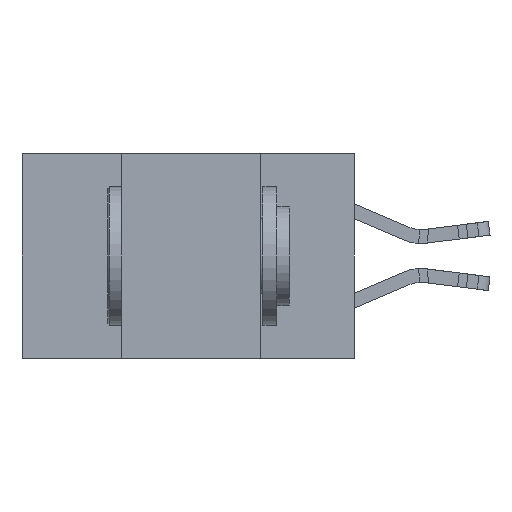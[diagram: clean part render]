
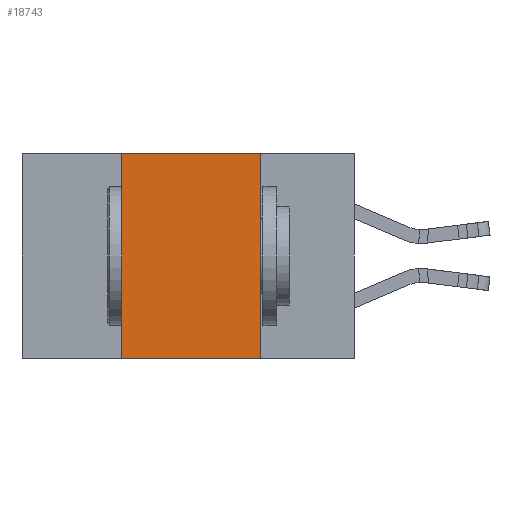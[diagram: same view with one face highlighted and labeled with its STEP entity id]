
A CAD part, left-side view. The second image highlights one B-rep face of the part: STEP entity #18743.
In plain terms, the highlighted planar face has unit normal (-1, 0, 0).
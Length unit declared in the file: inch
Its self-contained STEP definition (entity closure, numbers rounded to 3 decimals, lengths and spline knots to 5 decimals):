
#660 = LINE ( 'NONE', #18079, #12770 ) ;
#885 = ORIENTED_EDGE ( 'NONE', *, *, #21191, .F. ) ;
#1585 = CARTESIAN_POINT ( 'NONE',  ( 0., 0.6, 0. ) ) ;
#3110 = DIRECTION ( 'NONE',  ( 1., 0., 0. ) ) ;
#3125 = EDGE_CURVE ( 'NONE', #7875, #20861, #22458, .T. ) ;
#3269 = DIRECTION ( 'NONE',  ( 0., 0., -1. ) ) ;
#3755 = VECTOR ( 'NONE', #14634, 39.37008 ) ;
#3999 = LINE ( 'NONE', #7920, #5037 ) ;
#4605 = LINE ( 'NONE', #4856, #3755 ) ;
#4856 = CARTESIAN_POINT ( 'NONE',  ( 0., 0.6, -0.37 ) ) ;
#5037 = VECTOR ( 'NONE', #13771, 39.37008 ) ;
#5171 = VERTEX_POINT ( 'NONE', #11607 ) ;
#7005 = CARTESIAN_POINT ( 'NONE',  ( 0., 0.17, -0.37 ) ) ;
#7556 = EDGE_CURVE ( 'NONE', #12164, #20861, #4605, .T. ) ;
#7875 = VERTEX_POINT ( 'NONE', #19596 ) ;
#7920 = CARTESIAN_POINT ( 'NONE',  ( 0., 0.42, -0.37 ) ) ;
#8126 = ORIENTED_EDGE ( 'NONE', *, *, #3125, .F. ) ;
#8561 = PLANE ( 'NONE',  #15137 ) ;
#9179 = CARTESIAN_POINT ( 'NONE',  ( 0., 0.42, -0.37 ) ) ;
#9822 = EDGE_LOOP ( 'NONE', ( #8126, #885, #23991, #19881 ) ) ;
#11607 = CARTESIAN_POINT ( 'NONE',  ( 0., 0.42, 0. ) ) ;
#12164 = VERTEX_POINT ( 'NONE', #9179 ) ;
#12770 = VECTOR ( 'NONE', #24278, 39.37008 ) ;
#13771 = DIRECTION ( 'NONE',  ( 0., 0., 1. ) ) ;
#14634 = DIRECTION ( 'NONE',  ( 0., -1., 0. ) ) ;
#15137 = AXIS2_PLACEMENT_3D ( 'NONE', #1585, #3110, #18865 ) ;
#17103 = VECTOR ( 'NONE', #3269, 39.37008 ) ;
#18079 = CARTESIAN_POINT ( 'NONE',  ( 0., 0.6, 0. ) ) ;
#18743 = ADVANCED_FACE ( 'NONE', ( #22181 ), #8561, .F. ) ;
#18865 = DIRECTION ( 'NONE',  ( 0., 0., -1. ) ) ;
#19596 = CARTESIAN_POINT ( 'NONE',  ( 0., 0.17, 0. ) ) ;
#19881 = ORIENTED_EDGE ( 'NONE', *, *, #7556, .T. ) ;
#20705 = EDGE_CURVE ( 'NONE', #12164, #5171, #3999, .T. ) ;
#20861 = VERTEX_POINT ( 'NONE', #7005 ) ;
#21191 = EDGE_CURVE ( 'NONE', #5171, #7875, #660, .T. ) ;
#22181 = FACE_OUTER_BOUND ( 'NONE', #9822, .T. ) ;
#22458 = LINE ( 'NONE', #24477, #17103 ) ;
#23991 = ORIENTED_EDGE ( 'NONE', *, *, #20705, .F. ) ;
#24278 = DIRECTION ( 'NONE',  ( 0., -1., 0. ) ) ;
#24477 = CARTESIAN_POINT ( 'NONE',  ( 0., 0.17, -0.37 ) ) ;
